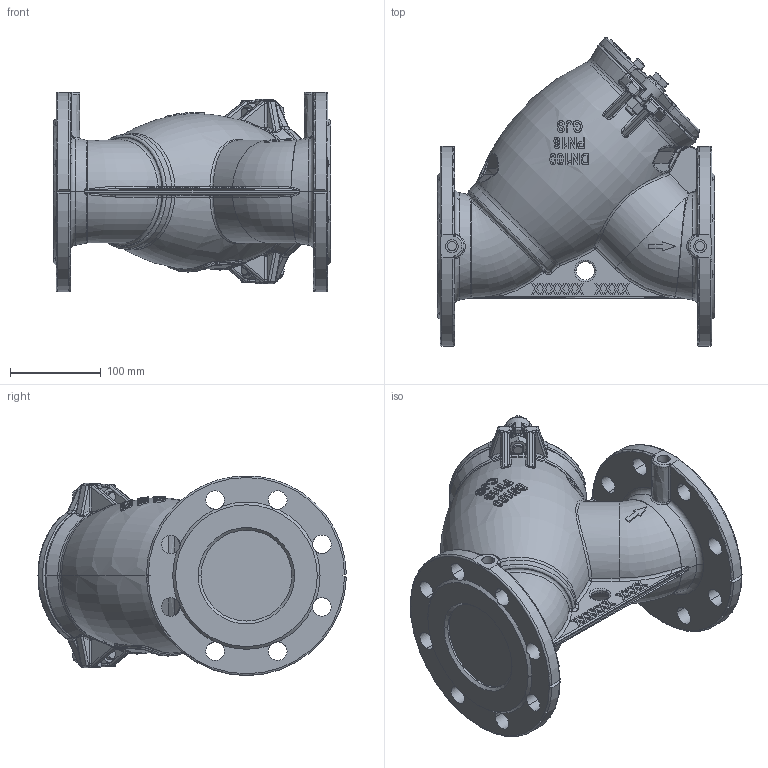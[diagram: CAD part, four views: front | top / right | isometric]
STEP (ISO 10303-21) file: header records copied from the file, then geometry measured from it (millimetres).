
FILE_DESCRIPTION (( 'STEP AP203' ), '1' );
FILE_NAME ('outline drawing^91001002XXXXXXXXXX.STEP', '2014-02-12T08:52:43', ( '' ), ( '' ), 'SwSTEP 2.0', 'SolidWorks 2012', '' );
FILE_SCHEMA (( 'CONFIG_CONTROL_DESIGN' ));
Products named in the file (1): outline drawing^91001002XXXXXXXXXX
Bounding box: 305 x 339.66 x 219.23 mm (x, y, z)
Surface area: 379053.4 mm2 (no closed solid volume)
Topology: 0 solids, 1 shells, 1686 faces, 4259 edges, 2629 vertices
Faces by surface type: plane 627, bspline 558, cylinder 243, torus 144, sphere 64, cone 50
Entity records: 80342 total; most frequent: CARTESIAN_POINT 43990, ORIENTED_EDGE 8426, DIRECTION 6143, EDGE_CURVE 4213, VERTEX_POINT 2617, AXIS2_PLACEMENT_3D 2163, VECTOR 1817, LINE 1817
